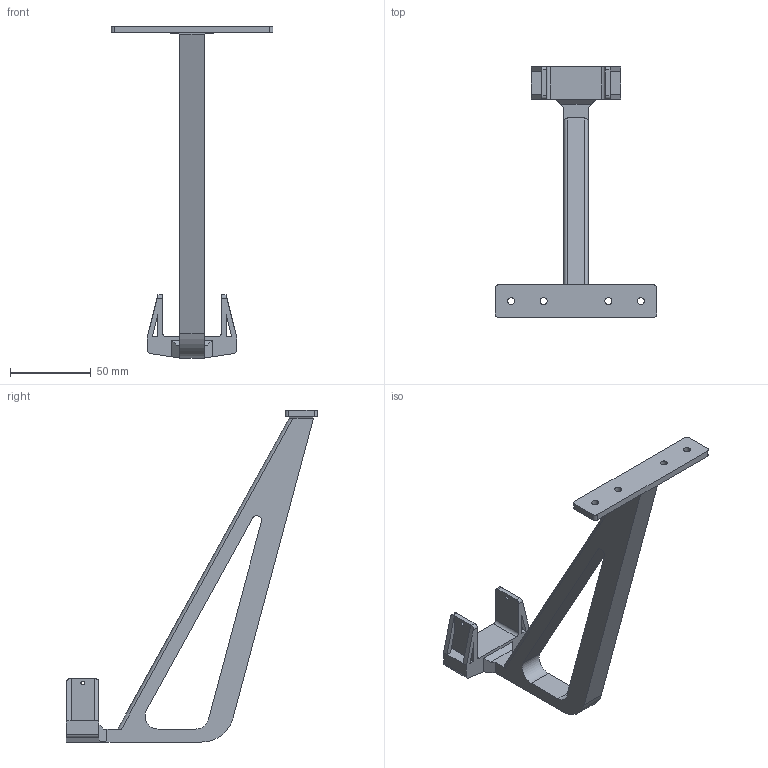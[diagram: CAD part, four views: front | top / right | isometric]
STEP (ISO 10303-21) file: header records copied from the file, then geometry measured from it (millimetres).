
FILE_DESCRIPTION (( 'STEP AP214' ), '1' );
FILE_NAME ('扜砉芛盓殤', '2024-07-30T13:18:45', ( '' ), ( '' ), 'SwSTEP 2.0', 'SolidWorks 2022', '' );
FILE_SCHEMA (( 'AUTOMOTIVE_DESIGN' ));
Length unit declared in the file: millimetre
Products named in the file (1): 摄像头支架
Bounding box: 100 x 155 x 205 mm (x, y, z)
Volume: 108162.7 mm3; surface area: 34983.4 mm2
Topology: 1 solids, 1 shells, 80 faces, 231 edges, 150 vertices
Faces by surface type: plane 49, cylinder 31
Entity records: 2691 total; most frequent: CARTESIAN_POINT 492, ORIENTED_EDGE 462, DIRECTION 437, EDGE_CURVE 231, LINE 167, VECTOR 167, VERTEX_POINT 150, AXIS2_PLACEMENT_3D 135
